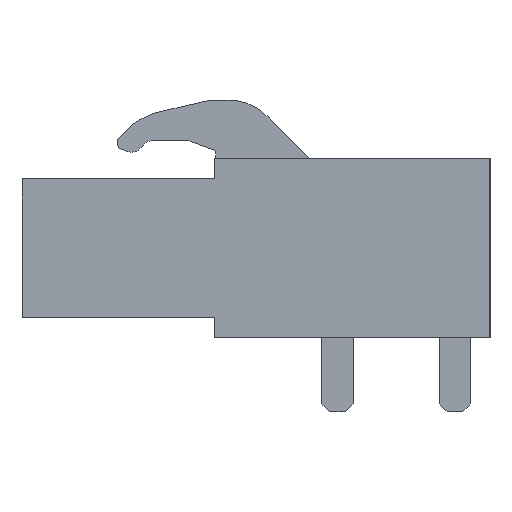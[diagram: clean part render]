
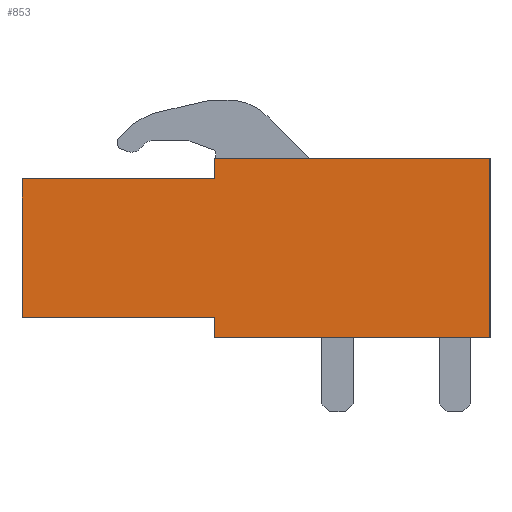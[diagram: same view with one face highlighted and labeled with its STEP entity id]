
A CAD part, left-side view. The second image highlights one B-rep face of the part: STEP entity #853.
In plain terms, the highlighted planar face has unit normal (-1, 0, 0).
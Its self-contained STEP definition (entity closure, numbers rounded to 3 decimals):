
#808=AXIS2_PLACEMENT_3D('Plane Axis2P3D',#805,#806,#807) ;
#40=CARTESIAN_POINT('Vertex',(0.,0.,3.2)) ;
#56=CARTESIAN_POINT('Vertex',(0.,0.,10.95)) ;
#59=CARTESIAN_POINT('Line Origine',(0.,0.,7.075)) ;
#88=CARTESIAN_POINT('Vertex',(0.,11.9,3.2)) ;
#98=CARTESIAN_POINT('Line Origine',(0.,5.95,3.2)) ;
#717=CARTESIAN_POINT('Line Origine',(0.,5.95,10.95)) ;
#721=CARTESIAN_POINT('Vertex',(0.,11.9,10.95)) ;
#805=CARTESIAN_POINT('Axis2P3D Location',(0.,0.,3.2)) ;
#810=CARTESIAN_POINT('Line Origine',(0.,16.075,4.075)) ;
#814=CARTESIAN_POINT('Vertex',(0.,11.9,4.075)) ;
#816=CARTESIAN_POINT('Vertex',(0.,20.25,4.075)) ;
#819=CARTESIAN_POINT('Line Origine',(0.,11.9,3.638)) ;
#824=CARTESIAN_POINT('Line Origine',(0.,11.9,10.513)) ;
#828=CARTESIAN_POINT('Vertex',(0.,11.9,10.075)) ;
#831=CARTESIAN_POINT('Line Origine',(0.,16.075,10.075)) ;
#835=CARTESIAN_POINT('Vertex',(0.,20.25,10.075)) ;
#838=CARTESIAN_POINT('Line Origine',(0.,20.25,7.075)) ;
#60=DIRECTION('Vector Direction',(0.,0.,1.)) ;
#99=DIRECTION('Vector Direction',(0.,1.,0.)) ;
#718=DIRECTION('Vector Direction',(0.,1.,0.)) ;
#806=DIRECTION('Axis2P3D Direction',(-1.,0.,0.)) ;
#807=DIRECTION('Axis2P3D XDirection',(0.,0.,1.)) ;
#811=DIRECTION('Vector Direction',(0.,1.,0.)) ;
#820=DIRECTION('Vector Direction',(0.,0.,1.)) ;
#825=DIRECTION('Vector Direction',(0.,0.,-1.)) ;
#832=DIRECTION('Vector Direction',(0.,1.,0.)) ;
#839=DIRECTION('Vector Direction',(0.,0.,1.)) ;
#61=VECTOR('Line Direction',#60,1.) ;
#100=VECTOR('Line Direction',#99,1.) ;
#719=VECTOR('Line Direction',#718,1.) ;
#812=VECTOR('Line Direction',#811,1.) ;
#821=VECTOR('Line Direction',#820,1.) ;
#826=VECTOR('Line Direction',#825,1.) ;
#833=VECTOR('Line Direction',#832,1.) ;
#840=VECTOR('Line Direction',#839,1.) ;
#844=ORIENTED_EDGE('',*,*,#818,.F.) ;
#845=ORIENTED_EDGE('',*,*,#823,.F.) ;
#846=ORIENTED_EDGE('',*,*,#102,.F.) ;
#847=ORIENTED_EDGE('',*,*,#63,.F.) ;
#848=ORIENTED_EDGE('',*,*,#723,.T.) ;
#849=ORIENTED_EDGE('',*,*,#830,.F.) ;
#850=ORIENTED_EDGE('',*,*,#837,.F.) ;
#851=ORIENTED_EDGE('',*,*,#842,.T.) ;
#853=ADVANCED_FACE('BLL 5.08/08/90 3.2 SN OR 1623000000',(#852),#809,.T.) ;
#63=EDGE_CURVE('',#57,#41,#62,.F.) ;
#102=EDGE_CURVE('',#41,#89,#101,.T.) ;
#723=EDGE_CURVE('',#57,#722,#720,.T.) ;
#818=EDGE_CURVE('',#815,#817,#813,.T.) ;
#823=EDGE_CURVE('',#89,#815,#822,.T.) ;
#830=EDGE_CURVE('',#829,#722,#827,.F.) ;
#837=EDGE_CURVE('',#836,#829,#834,.F.) ;
#842=EDGE_CURVE('',#836,#817,#841,.F.) ;
#843=EDGE_LOOP('',(#844,#845,#846,#847,#848,#849,#850,#851)) ;
#852=FACE_OUTER_BOUND('',#843,.T.) ;
#62=LINE('Line',#59,#61) ;
#101=LINE('Line',#98,#100) ;
#720=LINE('Line',#717,#719) ;
#813=LINE('Line',#810,#812) ;
#822=LINE('Line',#819,#821) ;
#827=LINE('Line',#824,#826) ;
#834=LINE('Line',#831,#833) ;
#841=LINE('Line',#838,#840) ;
#809=PLANE('',#808) ;
#41=VERTEX_POINT('',#40) ;
#57=VERTEX_POINT('',#56) ;
#89=VERTEX_POINT('',#88) ;
#722=VERTEX_POINT('',#721) ;
#815=VERTEX_POINT('',#814) ;
#817=VERTEX_POINT('',#816) ;
#829=VERTEX_POINT('',#828) ;
#836=VERTEX_POINT('',#835) ;
